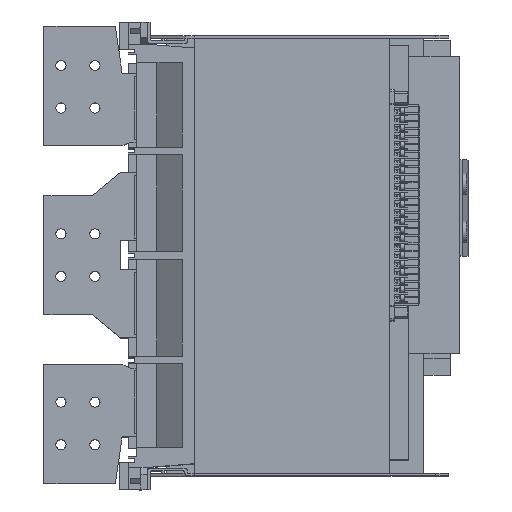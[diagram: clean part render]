
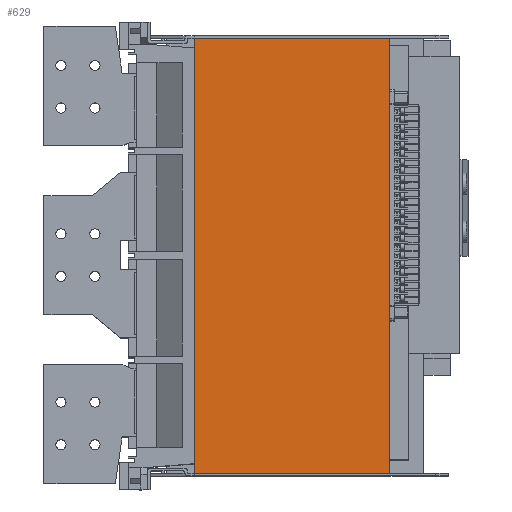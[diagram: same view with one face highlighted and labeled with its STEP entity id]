
A CAD part, top view. The second image highlights one B-rep face of the part: STEP entity #629.
In plain terms, the highlighted planar face has unit normal (0, 0, 1).
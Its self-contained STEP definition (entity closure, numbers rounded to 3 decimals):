
#629=ADVANCED_FACE('',(#7536),#7538,.T.);
#7536=FACE_BOUND('',#7537,.T.);
#7537=EDGE_LOOP('',(#18771,#18772,#18773,#18774));
#7538=PLANE('',#7539);
#7539=AXIS2_PLACEMENT_3D('',#7540,#7541,#7542);
#7540=CARTESIAN_POINT('',(60.,0.,242.));
#7541=DIRECTION('',(0.,0.,1.));
#7542=DIRECTION('',(-1.,0.,0.));
#18771=ORIENTED_EDGE('',*,*,#26705,.F.);
#18772=ORIENTED_EDGE('',*,*,#27078,.F.);
#18773=ORIENTED_EDGE('',*,*,#27079,.T.);
#18774=ORIENTED_EDGE('',*,*,#26824,.T.);
#26705=EDGE_CURVE('',#31234,#31236,#31237,.F.);
#26824=EDGE_CURVE('',#31441,#31236,#31442,.T.);
#27078=EDGE_CURVE('',#31905,#31234,#31907,.T.);
#27079=EDGE_CURVE('',#31905,#31441,#31908,.F.);
#31234=VERTEX_POINT('',#38985);
#31236=VERTEX_POINT('',#38989);
#31237=LINE('',#38990,#38991);
#31441=VERTEX_POINT('',#39449);
#31442=LINE('',#39450,#39451);
#31905=VERTEX_POINT('',#40486);
#31907=LINE('',#40490,#40491);
#31908=LINE('',#40493,#40494);
#38985=CARTESIAN_POINT('',(60.,-512.,242.));
#38989=CARTESIAN_POINT('',(-170.,-512.,242.));
#38990=CARTESIAN_POINT('',(-170.,-512.,242.));
#38991=VECTOR('',#38992,1.);
#38992=DIRECTION('',(1.,0.,0.));
#39449=CARTESIAN_POINT('',(-170.,0.,242.));
#39450=CARTESIAN_POINT('',(-170.,0.,242.));
#39451=VECTOR('',#39452,1.);
#39452=DIRECTION('',(0.,-1.,0.));
#40486=CARTESIAN_POINT('',(60.,0.,242.));
#40490=CARTESIAN_POINT('',(60.,0.,242.));
#40491=VECTOR('',#40492,1.);
#40492=DIRECTION('',(0.,-1.,0.));
#40493=CARTESIAN_POINT('',(-170.,0.,242.));
#40494=VECTOR('',#40495,1.);
#40495=DIRECTION('',(1.,0.,0.));
